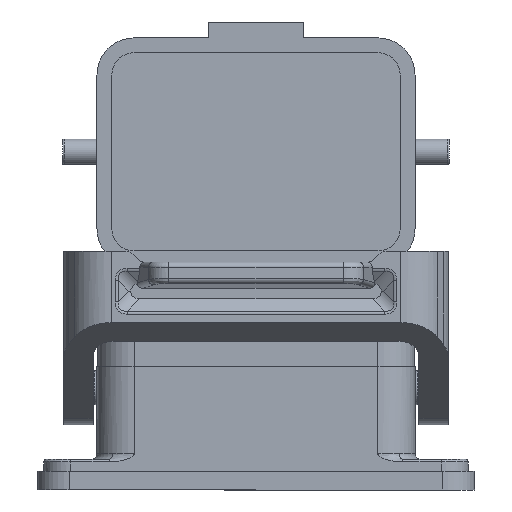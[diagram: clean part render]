
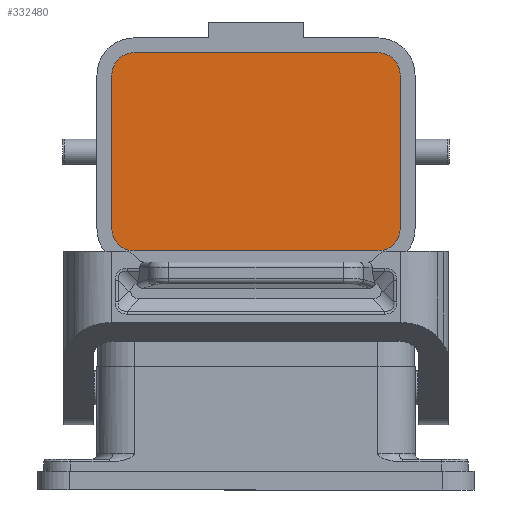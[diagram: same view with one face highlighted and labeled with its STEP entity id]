
A CAD part, front view. The second image highlights one B-rep face of the part: STEP entity #332480.
In plain terms, the highlighted face is planar.
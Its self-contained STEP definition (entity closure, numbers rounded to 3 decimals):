
#331300=CARTESIAN_POINT('',(-8.264,61.153,
-76.5));
#331310=VERTEX_POINT('',#331300);
#331340=CARTESIAN_POINT('',(-8.264,61.153,
-92.144));
#331350=DIRECTION('',(0.,0.,-1.));
#331360=VECTOR('',#331350,1.);
#331370=LINE('',#331340,#331360);
#331380=CARTESIAN_POINT('',(-8.264,61.153,
-47.5));
#331390=VERTEX_POINT('',#331380);
#331400=EDGE_CURVE('',#331390,#331310,#331370,.T.);
#331630=CARTESIAN_POINT('',(-8.264,56.953,
-47.5));
#331640=DIRECTION('',(-1.,0.,0.));
#331650=DIRECTION('',(0.,1.,0.));
#331660=AXIS2_PLACEMENT_3D('',#331630,#331640,#331650);
#331670=CIRCLE('',#331660,4.2);
#331680=CARTESIAN_POINT('',(-8.264,56.953,
-43.3));
#331690=VERTEX_POINT('',#331680);
#331700=EDGE_CURVE('',#331690,#331390,#331670,.T.);
#331900=CARTESIAN_POINT('',(-8.264,32.743,
-78.661));
#331910=DIRECTION('',(1.,0.,0.));
#331920=DIRECTION('',(0.,0.,-1.));
#331930=AXIS2_PLACEMENT_3D('',#331900,#331910,#331920);
#331940=PLANE('',#331930);
#331950=ORIENTED_EDGE('',*,*,#331700,.F.);
#331960=ORIENTED_EDGE('',*,*,#331400,.F.);
#331970=CARTESIAN_POINT('',(-8.264,56.953,
-76.5));
#331980=DIRECTION('',(-1.,0.,0.));
#331990=DIRECTION('',(0.,1.,0.));
#332000=AXIS2_PLACEMENT_3D('',#331970,#331980,#331990);
#332010=CIRCLE('',#332000,4.2);
#332020=CARTESIAN_POINT('',(-8.264,56.953,
-80.7));
#332030=VERTEX_POINT('',#332020);
#332040=EDGE_CURVE('',#331310,#332030,#332010,.T.);
#332050=ORIENTED_EDGE('',*,*,#332040,.F.);
#332060=CARTESIAN_POINT('',(-8.264,-32.681,
-80.7));
#332070=DIRECTION('',(0.,1.,0.));
#332080=VECTOR('',#332070,1.);
#332090=LINE('',#332060,#332080);
#332100=CARTESIAN_POINT('',(-8.264,10.953,
-80.7));
#332110=VERTEX_POINT('',#332100);
#332120=EDGE_CURVE('',#332110,#332030,#332090,.T.);
#332130=ORIENTED_EDGE('',*,*,#332120,.T.);
#332140=CARTESIAN_POINT('',(-8.264,10.953,
-76.5));
#332150=DIRECTION('',(-1.,0.,0.));
#332160=DIRECTION('',(0.,1.,0.));
#332170=AXIS2_PLACEMENT_3D('',#332140,#332150,#332160);
#332180=CIRCLE('',#332170,4.2);
#332190=CARTESIAN_POINT('',(-8.264,6.753,
-76.5));
#332200=VERTEX_POINT('',#332190);
#332210=EDGE_CURVE('',#332110,#332200,#332180,.T.);
#332220=ORIENTED_EDGE('',*,*,#332210,.F.);
#332230=CARTESIAN_POINT('',(-8.264,6.753,
-92.144));
#332240=DIRECTION('',(0.,0.,-1.));
#332250=VECTOR('',#332240,1.);
#332260=LINE('',#332230,#332250);
#332270=CARTESIAN_POINT('',(-8.264,6.753,
-47.5));
#332280=VERTEX_POINT('',#332270);
#332290=EDGE_CURVE('',#332280,#332200,#332260,.T.);
#332300=ORIENTED_EDGE('',*,*,#332290,.T.);
#332310=CARTESIAN_POINT('',(-8.264,10.953,
-47.5));
#332320=DIRECTION('',(-1.,0.,0.));
#332330=DIRECTION('',(0.,1.,0.));
#332340=AXIS2_PLACEMENT_3D('',#332310,#332320,#332330);
#332350=CIRCLE('',#332340,4.2);
#332360=CARTESIAN_POINT('',(-8.264,10.953,
-43.3));
#332370=VERTEX_POINT('',#332360);
#332380=EDGE_CURVE('',#332280,#332370,#332350,.T.);
#332390=ORIENTED_EDGE('',*,*,#332380,.F.);
#332400=CARTESIAN_POINT('',(-8.264,-32.681,
-43.3));
#332410=DIRECTION('',(0.,-1.,0.));
#332420=VECTOR('',#332410,1.);
#332430=LINE('',#332400,#332420);
#332440=EDGE_CURVE('',#331690,#332370,#332430,.T.);
#332450=ORIENTED_EDGE('',*,*,#332440,.T.);
#332460=EDGE_LOOP('',(#332450,#332390,#332300,#332220,#332130,#332050,
#331960,#331950));
#332470=FACE_OUTER_BOUND('',#332460,.T.);
#332480=ADVANCED_FACE('',(#332470),#331940,.T.);
